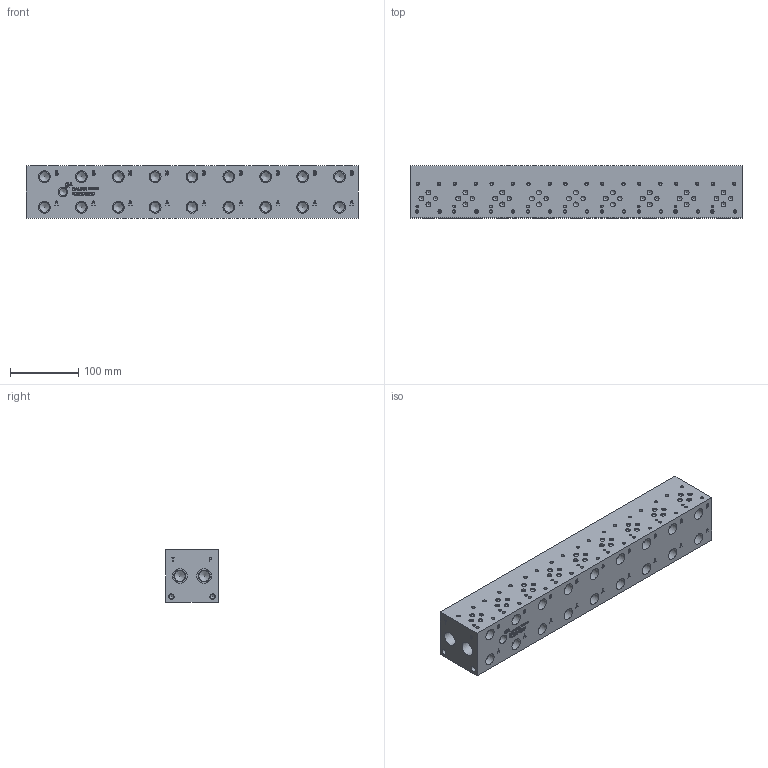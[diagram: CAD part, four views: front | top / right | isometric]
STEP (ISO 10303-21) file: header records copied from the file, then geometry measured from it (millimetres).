
FILE_DESCRIPTION(/* description */ (''),/* implementation_level */ '2;1');
FILE_NAME(/* name */ '_D03P092P.stp',/* time_stamp */ '2020-03-19T08:50:28-04:00',/* author */ ('alexanderw'),/* organization */ (''),/* preprocessor_version */ 'ST-DEVELOPER v17',/* originating_system */ 'Autodesk Inventor 2019',/* authorisation */ '');
FILE_SCHEMA (('AUTOMOTIVE_DESIGN { 1 0 10303 214 3 1 1 }'));
Length unit declared in the file: millimetre
Products named in the file (1): Part_AD03P092P_3D
Bounding box: 485.77 x 76.2 x 76.2 mm (x, y, z)
Volume: 2705063.4 mm3; surface area: 196268.9 mm2
Topology: 1 solids, 1 shells, 1116 faces, 3077 edges, 2107 vertices
Faces by surface type: plane 568, bspline 261, cylinder 175, cone 112
Full cylindrical faces by diameter (mm): 3.785 x36, 3.962 x9, 4.826 x36, 6.35 x9, 6.528 x4, 7.137 x27, 7.925 x4, 10.719 x1, 13.868 x1, 14.3 x18, 15.875 x4, 17.297 x18, 17.475 x4, 21.59 x4
Entity records: 37397 total; most frequent: CARTESIAN_POINT 9586, ORIENTED_EDGE 5938, DIRECTION 4792, EDGE_CURVE 2969, VERTEX_POINT 2107, LINE 1814, VECTOR 1814, AXIS2_PLACEMENT_3D 1489
